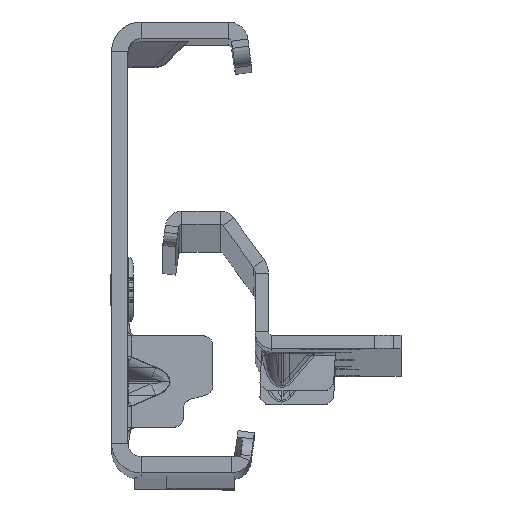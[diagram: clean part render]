
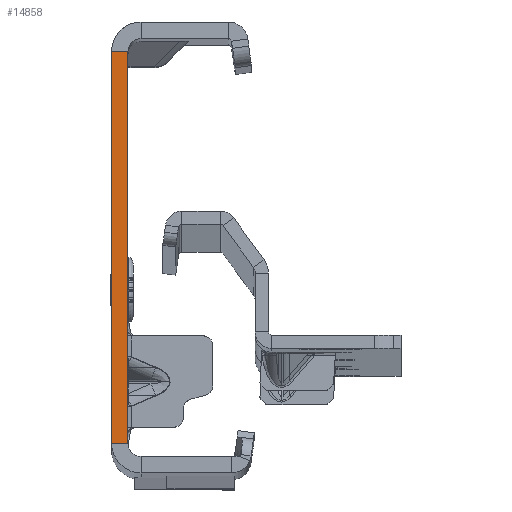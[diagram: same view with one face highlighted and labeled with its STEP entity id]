
A CAD part, top view. The second image highlights one B-rep face of the part: STEP entity #14858.
In plain terms, the highlighted planar face has unit normal (0, 0, 1).
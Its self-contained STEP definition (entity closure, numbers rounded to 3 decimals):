
#232 = EDGE_CURVE ( 'NONE', #23453, #15109, #19830, .T. ) ;
#1467 = CARTESIAN_POINT ( 'NONE',  ( 0., -30., 0. ) ) ;
#2153 = ORIENTED_EDGE ( 'NONE', *, *, #232, .T. ) ;
#2251 = ORIENTED_EDGE ( 'NONE', *, *, #12563, .F. ) ;
#2510 = LINE ( 'NONE', #13935, #10207 ) ;
#3076 = CARTESIAN_POINT ( 'NONE',  ( -2.5, -32., 0. ) ) ;
#3102 = EDGE_CURVE ( 'NONE', #23733, #15109, #2510, .T. ) ;
#4329 = LINE ( 'NONE', #12019, #6213 ) ;
#4484 = DIRECTION ( 'NONE',  ( -1., 0., 0. ) ) ;
#6213 = VECTOR ( 'NONE', #21485, 1000. ) ;
#6505 = VECTOR ( 'NONE', #21838, 1000. ) ;
#6510 = VECTOR ( 'NONE', #24474, 1000. ) ;
#9019 = PLANE ( 'NONE',  #16949 ) ;
#10207 = VECTOR ( 'NONE', #4484, 1000. ) ;
#12019 = CARTESIAN_POINT ( 'NONE',  ( 0., 30., 0. ) ) ;
#12563 = EDGE_CURVE ( 'NONE', #23950, #23733, #21119, .T. ) ;
#13935 = CARTESIAN_POINT ( 'NONE',  ( 0., -30., 0. ) ) ;
#14702 = EDGE_CURVE ( 'NONE', #23950, #23453, #4329, .T. ) ;
#14735 = FACE_OUTER_BOUND ( 'NONE', #21954, .T. ) ;
#14858 = ADVANCED_FACE ( 'NONE', ( #14735 ), #9019, .T. ) ;
#15109 = VERTEX_POINT ( 'NONE', #15728 ) ;
#15728 = CARTESIAN_POINT ( 'NONE',  ( -2.5, -30., 0. ) ) ;
#16594 = CARTESIAN_POINT ( 'NONE',  ( -2.5, -32., 0. ) ) ;
#16949 = AXIS2_PLACEMENT_3D ( 'NONE', #3076, #20089, #18354 ) ;
#18354 = DIRECTION ( 'NONE',  ( 1., 0., 0. ) ) ;
#19009 = ORIENTED_EDGE ( 'NONE', *, *, #3102, .F. ) ;
#19830 = LINE ( 'NONE', #16594, #6505 ) ;
#20089 = DIRECTION ( 'NONE',  ( 0., 0., 1. ) ) ;
#21119 = LINE ( 'NONE', #23103, #6510 ) ;
#21146 = ORIENTED_EDGE ( 'NONE', *, *, #14702, .T. ) ;
#21485 = DIRECTION ( 'NONE',  ( -1., 0., 0. ) ) ;
#21838 = DIRECTION ( 'NONE',  ( 0., -1., 0. ) ) ;
#21954 = EDGE_LOOP ( 'NONE', ( #2251, #21146, #2153, #19009 ) ) ;
#22252 = CARTESIAN_POINT ( 'NONE',  ( -2.5, 30., 0. ) ) ;
#23103 = CARTESIAN_POINT ( 'NONE',  ( 0., -32., 0. ) ) ;
#23206 = CARTESIAN_POINT ( 'NONE',  ( 0., 30., 0. ) ) ;
#23453 = VERTEX_POINT ( 'NONE', #22252 ) ;
#23733 = VERTEX_POINT ( 'NONE', #1467 ) ;
#23950 = VERTEX_POINT ( 'NONE', #23206 ) ;
#24474 = DIRECTION ( 'NONE',  ( 0., -1., 0. ) ) ;
